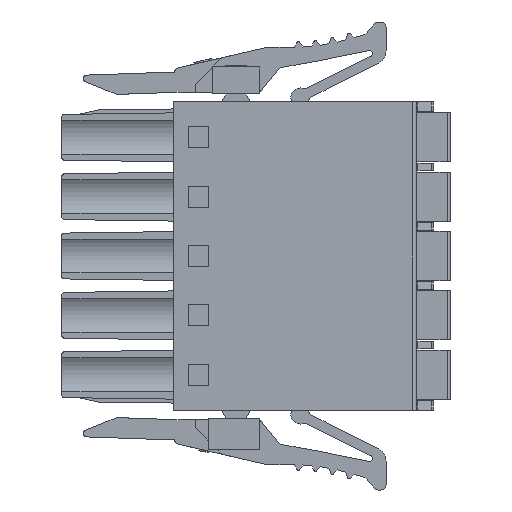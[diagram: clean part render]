
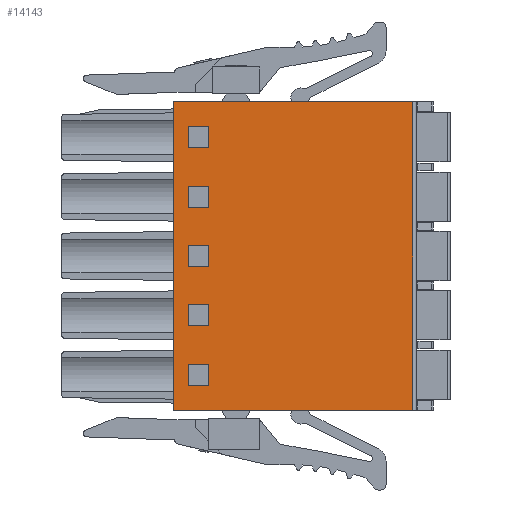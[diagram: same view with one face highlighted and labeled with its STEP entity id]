
A CAD part, front view. The second image highlights one B-rep face of the part: STEP entity #14143.
In plain terms, the highlighted planar face has unit normal (0, -1, 0).
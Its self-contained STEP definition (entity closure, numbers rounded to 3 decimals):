
#1290=DIRECTION('',(0.,0.,1.));
#1291=VECTOR('',#1290,18.2);
#1292=CARTESIAN_POINT('',(34.056,16.588,8.575));
#1293=LINE('',#1292,#1291);
#1294=DIRECTION('',(0.,0.,-1.));
#1295=VECTOR('',#1294,1.25);
#1296=CARTESIAN_POINT('',(20.806,16.588,11.3));
#1297=LINE('',#1296,#1295);
#1298=DIRECTION('',(1.,0.,0.));
#1299=VECTOR('',#1298,1.2);
#1300=CARTESIAN_POINT('',(20.806,16.588,10.05));
#1301=LINE('',#1300,#1299);
#1302=DIRECTION('',(0.,0.,1.));
#1303=VECTOR('',#1302,1.25);
#1304=CARTESIAN_POINT('',(22.006,16.588,10.05));
#1305=LINE('',#1304,#1303);
#1306=DIRECTION('',(-1.,0.,0.));
#1307=VECTOR('',#1306,1.2);
#1308=CARTESIAN_POINT('',(22.006,16.588,11.3));
#1309=LINE('',#1308,#1307);
#1310=DIRECTION('',(-1.,0.,0.));
#1311=VECTOR('',#1310,14.1);
#1312=CARTESIAN_POINT('',(34.056,16.588,8.575));
#1313=LINE('',#1312,#1311);
#1314=DIRECTION('',(0.,0.,1.));
#1315=VECTOR('',#1314,18.2);
#1316=CARTESIAN_POINT('',(19.956,16.588,8.575));
#1317=LINE('',#1316,#1315);
#1358=DIRECTION('',(0.,0.,1.));
#1359=VECTOR('',#1358,1.25);
#1360=CARTESIAN_POINT('',(20.806,16.588,13.55));
#1361=LINE('',#1360,#1359);
#1370=DIRECTION('',(1.,0.,0.));
#1371=VECTOR('',#1370,1.2);
#1372=CARTESIAN_POINT('',(20.806,16.588,14.8));
#1373=LINE('',#1372,#1371);
#1382=DIRECTION('',(0.,0.,-1.));
#1383=VECTOR('',#1382,1.25);
#1384=CARTESIAN_POINT('',(22.006,16.588,14.8));
#1385=LINE('',#1384,#1383);
#1394=DIRECTION('',(-1.,0.,0.));
#1395=VECTOR('',#1394,1.2);
#1396=CARTESIAN_POINT('',(22.006,16.588,13.55));
#1397=LINE('',#1396,#1395);
#1406=DIRECTION('',(0.,0.,1.));
#1407=VECTOR('',#1406,1.25);
#1408=CARTESIAN_POINT('',(20.806,16.588,17.05));
#1409=LINE('',#1408,#1407);
#1418=DIRECTION('',(1.,0.,0.));
#1419=VECTOR('',#1418,1.2);
#1420=CARTESIAN_POINT('',(20.806,16.588,18.3));
#1421=LINE('',#1420,#1419);
#1430=DIRECTION('',(0.,0.,-1.));
#1431=VECTOR('',#1430,1.25);
#1432=CARTESIAN_POINT('',(22.006,16.588,18.3));
#1433=LINE('',#1432,#1431);
#1442=DIRECTION('',(-1.,0.,0.));
#1443=VECTOR('',#1442,1.2);
#1444=CARTESIAN_POINT('',(22.006,16.588,17.05));
#1445=LINE('',#1444,#1443);
#1454=DIRECTION('',(0.,0.,1.));
#1455=VECTOR('',#1454,1.25);
#1456=CARTESIAN_POINT('',(20.806,16.588,20.55));
#1457=LINE('',#1456,#1455);
#1466=DIRECTION('',(1.,0.,0.));
#1467=VECTOR('',#1466,1.2);
#1468=CARTESIAN_POINT('',(20.806,16.588,21.8));
#1469=LINE('',#1468,#1467);
#1478=DIRECTION('',(0.,0.,-1.));
#1479=VECTOR('',#1478,1.25);
#1480=CARTESIAN_POINT('',(22.006,16.588,21.8));
#1481=LINE('',#1480,#1479);
#1490=DIRECTION('',(-1.,0.,0.));
#1491=VECTOR('',#1490,1.2);
#1492=CARTESIAN_POINT('',(22.006,16.588,20.55));
#1493=LINE('',#1492,#1491);
#1502=DIRECTION('',(0.,0.,1.));
#1503=VECTOR('',#1502,1.25);
#1504=CARTESIAN_POINT('',(20.806,16.588,24.05));
#1505=LINE('',#1504,#1503);
#1514=DIRECTION('',(1.,0.,0.));
#1515=VECTOR('',#1514,1.2);
#1516=CARTESIAN_POINT('',(20.806,16.588,25.3));
#1517=LINE('',#1516,#1515);
#1526=DIRECTION('',(0.,0.,-1.));
#1527=VECTOR('',#1526,1.25);
#1528=CARTESIAN_POINT('',(22.006,16.588,25.3));
#1529=LINE('',#1528,#1527);
#1538=DIRECTION('',(-1.,0.,0.));
#1539=VECTOR('',#1538,1.2);
#1540=CARTESIAN_POINT('',(22.006,16.588,24.05));
#1541=LINE('',#1540,#1539);
#2047=DIRECTION('',(-1.,0.,0.));
#2048=VECTOR('',#2047,14.1);
#2049=CARTESIAN_POINT('',(34.056,16.588,26.775));
#2050=LINE('',#2049,#2048);
#9943=CARTESIAN_POINT('',(34.056,16.588,26.775));
#9944=VERTEX_POINT('',#9943);
#9945=CARTESIAN_POINT('',(34.056,16.588,8.575));
#9946=CARTESIAN_POINT('',(19.956,16.588,8.575));
#9947=VERTEX_POINT('',#9945);
#9948=VERTEX_POINT('',#9946);
#9949=CARTESIAN_POINT('',(19.956,16.588,26.775));
#9950=VERTEX_POINT('',#9949);
#9951=CARTESIAN_POINT('',(20.806,16.588,11.3));
#9952=CARTESIAN_POINT('',(20.806,16.588,10.05));
#9953=VERTEX_POINT('',#9951);
#9954=VERTEX_POINT('',#9952);
#9955=CARTESIAN_POINT('',(22.006,16.588,10.05));
#9956=VERTEX_POINT('',#9955);
#9957=CARTESIAN_POINT('',(22.006,16.588,11.3));
#9958=VERTEX_POINT('',#9957);
#9959=CARTESIAN_POINT('',(20.806,16.588,13.55));
#9960=CARTESIAN_POINT('',(20.806,16.588,14.8));
#9961=VERTEX_POINT('',#9959);
#9962=VERTEX_POINT('',#9960);
#9963=CARTESIAN_POINT('',(22.006,16.588,13.55));
#9964=VERTEX_POINT('',#9963);
#9965=CARTESIAN_POINT('',(22.006,16.588,14.8));
#9966=VERTEX_POINT('',#9965);
#9967=CARTESIAN_POINT('',(20.806,16.588,17.05));
#9968=CARTESIAN_POINT('',(20.806,16.588,18.3));
#9969=VERTEX_POINT('',#9967);
#9970=VERTEX_POINT('',#9968);
#9971=CARTESIAN_POINT('',(22.006,16.588,17.05));
#9972=VERTEX_POINT('',#9971);
#9973=CARTESIAN_POINT('',(22.006,16.588,18.3));
#9974=VERTEX_POINT('',#9973);
#9975=CARTESIAN_POINT('',(20.806,16.588,20.55));
#9976=CARTESIAN_POINT('',(20.806,16.588,21.8));
#9977=VERTEX_POINT('',#9975);
#9978=VERTEX_POINT('',#9976);
#9979=CARTESIAN_POINT('',(22.006,16.588,20.55));
#9980=VERTEX_POINT('',#9979);
#9981=CARTESIAN_POINT('',(22.006,16.588,21.8));
#9982=VERTEX_POINT('',#9981);
#9983=CARTESIAN_POINT('',(20.806,16.588,24.05));
#9984=CARTESIAN_POINT('',(20.806,16.588,25.3));
#9985=VERTEX_POINT('',#9983);
#9986=VERTEX_POINT('',#9984);
#9987=CARTESIAN_POINT('',(22.006,16.588,24.05));
#9988=VERTEX_POINT('',#9987);
#9989=CARTESIAN_POINT('',(22.006,16.588,25.3));
#9990=VERTEX_POINT('',#9989);
#14080=CARTESIAN_POINT('',(39.956,16.588,
-1.919));
#14081=DIRECTION('',(0.,1.,0.));
#14082=DIRECTION('',(0.,0.,1.));
#14083=AXIS2_PLACEMENT_3D('',#14080,#14081,#14082);
#14084=PLANE('',#14083);
#14085=ORIENTED_EDGE('',*,*,#14073,.F.);
#14086=ORIENTED_EDGE('',*,*,#12486,.T.);
#14088=ORIENTED_EDGE('',*,*,#14087,.T.);
#14090=ORIENTED_EDGE('',*,*,#14089,.F.);
#14091=EDGE_LOOP('',(#14085,#14086,#14088,#14090));
#14092=FACE_OUTER_BOUND('',#14091,.F.);
#14094=ORIENTED_EDGE('',*,*,#14093,.F.);
#14096=ORIENTED_EDGE('',*,*,#14095,.F.);
#14098=ORIENTED_EDGE('',*,*,#14097,.F.);
#14100=ORIENTED_EDGE('',*,*,#14099,.F.);
#14101=EDGE_LOOP('',(#14094,#14096,#14098,#14100));
#14102=FACE_BOUND('',#14101,.F.);
#14104=ORIENTED_EDGE('',*,*,#14103,.F.);
#14106=ORIENTED_EDGE('',*,*,#14105,.F.);
#14108=ORIENTED_EDGE('',*,*,#14107,.F.);
#14110=ORIENTED_EDGE('',*,*,#14109,.F.);
#14111=EDGE_LOOP('',(#14104,#14106,#14108,#14110));
#14112=FACE_BOUND('',#14111,.F.);
#14114=ORIENTED_EDGE('',*,*,#14113,.F.);
#14116=ORIENTED_EDGE('',*,*,#14115,.F.);
#14118=ORIENTED_EDGE('',*,*,#14117,.F.);
#14120=ORIENTED_EDGE('',*,*,#14119,.F.);
#14121=EDGE_LOOP('',(#14114,#14116,#14118,#14120));
#14122=FACE_BOUND('',#14121,.F.);
#14124=ORIENTED_EDGE('',*,*,#14123,.F.);
#14126=ORIENTED_EDGE('',*,*,#14125,.F.);
#14128=ORIENTED_EDGE('',*,*,#14127,.F.);
#14130=ORIENTED_EDGE('',*,*,#14129,.F.);
#14131=EDGE_LOOP('',(#14124,#14126,#14128,#14130));
#14132=FACE_BOUND('',#14131,.F.);
#14134=ORIENTED_EDGE('',*,*,#14133,.T.);
#14136=ORIENTED_EDGE('',*,*,#14135,.T.);
#14138=ORIENTED_EDGE('',*,*,#14137,.T.);
#14140=ORIENTED_EDGE('',*,*,#14139,.T.);
#14141=EDGE_LOOP('',(#14134,#14136,#14138,#14140));
#14142=FACE_BOUND('',#14141,.F.);
#12486=EDGE_CURVE('',#9947,#9948,#1313,.T.);
#14073=EDGE_CURVE('',#9947,#9944,#1293,.T.);
#14087=EDGE_CURVE('',#9948,#9950,#1317,.T.);
#14089=EDGE_CURVE('',#9944,#9950,#2050,.T.);
#14093=EDGE_CURVE('',#9961,#9962,#1361,.T.);
#14095=EDGE_CURVE('',#9964,#9961,#1397,.T.);
#14097=EDGE_CURVE('',#9966,#9964,#1385,.T.);
#14099=EDGE_CURVE('',#9962,#9966,#1373,.T.);
#14103=EDGE_CURVE('',#9969,#9970,#1409,.T.);
#14105=EDGE_CURVE('',#9972,#9969,#1445,.T.);
#14107=EDGE_CURVE('',#9974,#9972,#1433,.T.);
#14109=EDGE_CURVE('',#9970,#9974,#1421,.T.);
#14113=EDGE_CURVE('',#9977,#9978,#1457,.T.);
#14115=EDGE_CURVE('',#9980,#9977,#1493,.T.);
#14117=EDGE_CURVE('',#9982,#9980,#1481,.T.);
#14119=EDGE_CURVE('',#9978,#9982,#1469,.T.);
#14123=EDGE_CURVE('',#9985,#9986,#1505,.T.);
#14125=EDGE_CURVE('',#9988,#9985,#1541,.T.);
#14127=EDGE_CURVE('',#9990,#9988,#1529,.T.);
#14129=EDGE_CURVE('',#9986,#9990,#1517,.T.);
#14133=EDGE_CURVE('',#9953,#9954,#1297,.T.);
#14135=EDGE_CURVE('',#9954,#9956,#1301,.T.);
#14137=EDGE_CURVE('',#9956,#9958,#1305,.T.);
#14139=EDGE_CURVE('',#9958,#9953,#1309,.T.);
#14143=ADVANCED_FACE('',(#14092,#14102,#14112,#14122,#14132,#14142),#14084,.F.);
